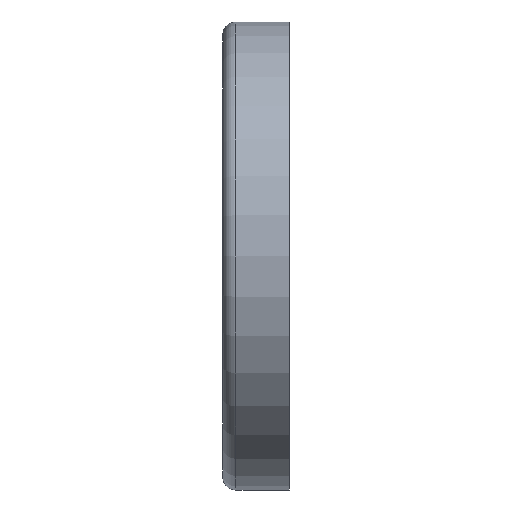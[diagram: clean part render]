
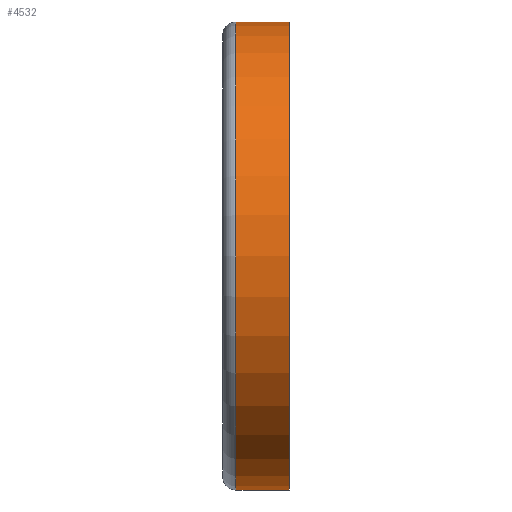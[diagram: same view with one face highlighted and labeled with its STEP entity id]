
A CAD part, left-side view. The second image highlights one B-rep face of the part: STEP entity #4532.
In plain terms, the highlighted cylindrical face has radius 52.5 mm (diameter 105 mm), a partial arc.
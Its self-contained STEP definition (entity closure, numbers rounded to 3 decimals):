
#605 = DIRECTION ( 'NONE',  ( 0., 0., -1. ) ) ;
#726 = DIRECTION ( 'NONE',  ( 0., -1., 0. ) ) ;
#926 = CARTESIAN_POINT ( 'NONE',  ( 0., 0., -52.5 ) ) ;
#998 = CIRCLE ( 'NONE', #12962, 52.5 ) ;
#1621 = EDGE_CURVE ( 'NONE', #7373, #5656, #3707, .T. ) ;
#2009 = CARTESIAN_POINT ( 'NONE',  ( 0., 0., 52.5 ) ) ;
#2342 = EDGE_CURVE ( 'NONE', #9874, #6803, #13225, .T. ) ;
#3067 = EDGE_LOOP ( 'NONE', ( #15599, #6318, #13577, #9719 ) ) ;
#3707 = LINE ( 'NONE', #2009, #7531 ) ;
#3788 = DIRECTION ( 'NONE',  ( 0., -1., 0. ) ) ;
#3866 = FACE_OUTER_BOUND ( 'NONE', #3067, .T. ) ;
#3972 = CARTESIAN_POINT ( 'NONE',  ( 0., 0., -52.5 ) ) ;
#4532 = ADVANCED_FACE ( 'NONE', ( #3866 ), #13408, .T. ) ;
#5656 = VERTEX_POINT ( 'NONE', #16130 ) ;
#5961 = CARTESIAN_POINT ( 'NONE',  ( 0., 0., 0. ) ) ;
#5998 = DIRECTION ( 'NONE',  ( 0., 0., -1. ) ) ;
#6082 = DIRECTION ( 'NONE',  ( 0., -1., 0. ) ) ;
#6318 = ORIENTED_EDGE ( 'NONE', *, *, #12891, .T. ) ;
#6803 = VERTEX_POINT ( 'NONE', #926 ) ;
#6817 = AXIS2_PLACEMENT_3D ( 'NONE', #8776, #15457, #5998 ) ;
#7373 = VERTEX_POINT ( 'NONE', #13526 ) ;
#7531 = VECTOR ( 'NONE', #726, 1000. ) ;
#7936 = DIRECTION ( 'NONE',  ( 0., 0., -1. ) ) ;
#8776 = CARTESIAN_POINT ( 'NONE',  ( 0., 0., 0. ) ) ;
#9482 = EDGE_CURVE ( 'NONE', #5656, #6803, #14373, .T. ) ;
#9719 = ORIENTED_EDGE ( 'NONE', *, *, #9482, .F. ) ;
#9816 = DIRECTION ( 'NONE',  ( 0., -1., 0. ) ) ;
#9874 = VERTEX_POINT ( 'NONE', #12716 ) ;
#10244 = CARTESIAN_POINT ( 'NONE',  ( 0., 12., 0. ) ) ;
#12716 = CARTESIAN_POINT ( 'NONE',  ( 0., 12., -52.5 ) ) ;
#12891 = EDGE_CURVE ( 'NONE', #7373, #9874, #998, .T. ) ;
#12962 = AXIS2_PLACEMENT_3D ( 'NONE', #10244, #3788, #7936 ) ;
#13014 = VECTOR ( 'NONE', #9816, 1000. ) ;
#13225 = LINE ( 'NONE', #3972, #13014 ) ;
#13408 = CYLINDRICAL_SURFACE ( 'NONE', #14060, 52.5 ) ;
#13526 = CARTESIAN_POINT ( 'NONE',  ( 0., 12., 52.5 ) ) ;
#13577 = ORIENTED_EDGE ( 'NONE', *, *, #2342, .T. ) ;
#14060 = AXIS2_PLACEMENT_3D ( 'NONE', #5961, #6082, #605 ) ;
#14373 = CIRCLE ( 'NONE', #6817, 52.5 ) ;
#15457 = DIRECTION ( 'NONE',  ( 0., -1., 0. ) ) ;
#15599 = ORIENTED_EDGE ( 'NONE', *, *, #1621, .F. ) ;
#16130 = CARTESIAN_POINT ( 'NONE',  ( 0., 0., 52.5 ) ) ;
